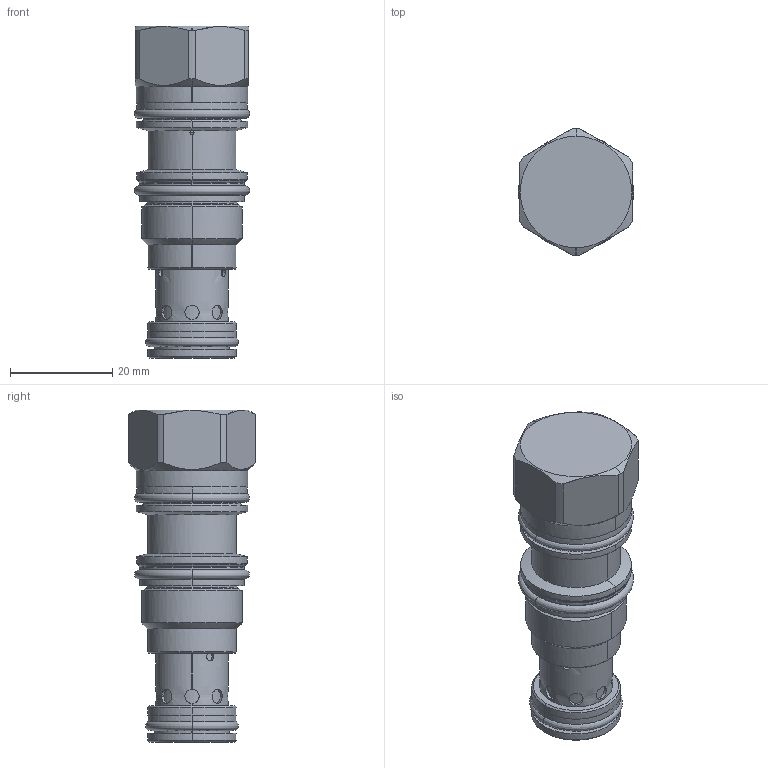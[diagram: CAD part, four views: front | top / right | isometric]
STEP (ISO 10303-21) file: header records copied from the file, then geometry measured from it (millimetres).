
FILE_DESCRIPTION((''),'2;1');
FILE_NAME('CODAXCN','2017-06-28T',('SVC_Sigmax'),(''),'PRO/ENGINEER BY PARAMETRIC TECHNOLOGY CORPORATION, 2016010','PRO/ENGINEER BY PARAMETRIC TECHNOLOGY CORPORATION, 2016010','');
FILE_SCHEMA(('CONFIG_CONTROL_DESIGN'));
Length unit declared in the file: inch
Products named in the file (1): CODAXCN
Bounding box: 22.55 x 24.84 x 65.05 mm (x, y, z)
Surface area: 8244.1 mm2 (no closed solid volume)
Topology: 0 solids, 0 shells, 184 faces, 816 edges, 800 vertices
Faces by surface type: bspline 158, torus 26
Entity records: 31189 total; most frequent: CARTESIAN_POINT 24077, DIRECTION 1140, TRIMMED_CURVE 896, DEFINITIONAL_REPRESENTATION 784, PCURVE 784, COMPOSITE_CURVE_SEGMENT 784, VECTOR 704, LINE 704
